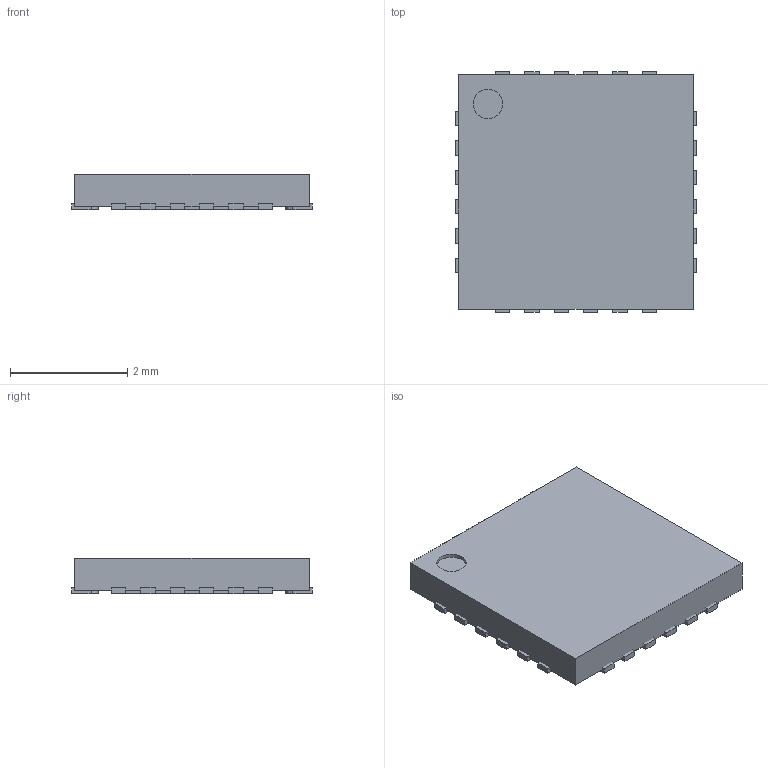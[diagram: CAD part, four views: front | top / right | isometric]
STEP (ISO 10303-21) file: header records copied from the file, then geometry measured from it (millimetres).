
FILE_DESCRIPTION(('FreeCAD Model'),'2;1');
FILE_NAME('2386158.1.1.stp','2021-11-12T13:17:34',( 'Author'),(''),'Open CASCADE STEP processor 6.9','FreeCAD','Unknown' );
FILE_SCHEMA(('AUTOMOTIVE_DESIGN { 1 0 10303 214 1 1 1 1 }'));
Length unit declared in the file: millimetre
Products named in the file (5): ASSEMBLY; Body; ThermalPin; PinsArrayLR; PinsArrayTB
Assembly tree (4 placements, depth 2):
  ASSEMBLY
    Body
    ThermalPin
    PinsArrayLR
    PinsArrayTB
Bounding box: 4.1 x 4.1 x 0.6 mm (x, y, z)
Volume: 9.8 mm3; surface area: 65.1 mm2
Topology: 26 solids, 26 shells, 158 faces, 315 edges, 210 vertices
Faces by surface type: plane 133, cylinder 25
Full cylindrical faces by diameter (mm): 0.5 x1
Entity records: 8488 total; most frequent: CARTESIAN_POINT 1462, DIRECTION 1297, LINE 845, VECTOR 845, ORIENTED_EDGE 630, PCURVE 630, DEFINITIONAL_REPRESENTATION 630, EDGE_CURVE 315
